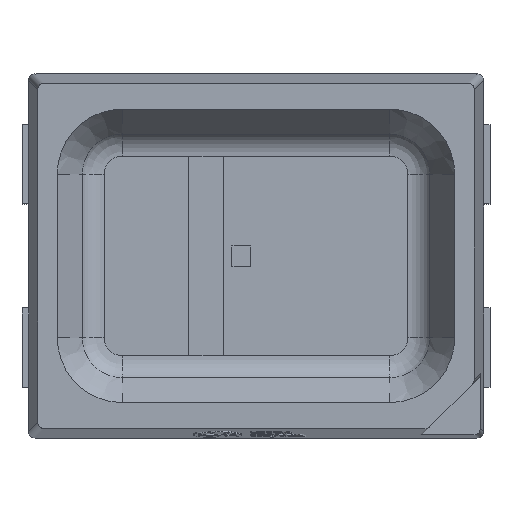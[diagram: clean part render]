
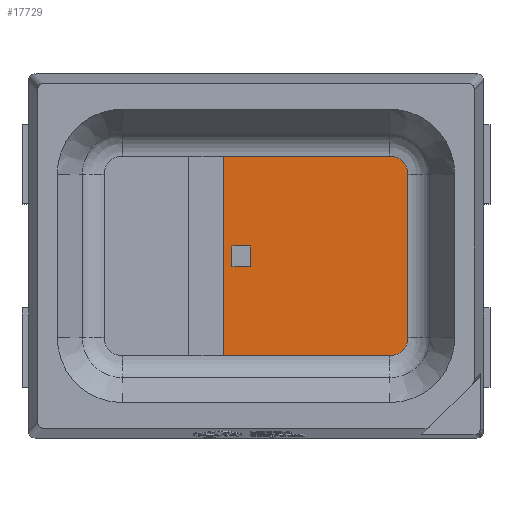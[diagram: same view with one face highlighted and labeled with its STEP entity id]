
A CAD part, top view. The second image highlights one B-rep face of the part: STEP entity #17729.
In plain terms, the highlighted planar face has unit normal (0, 0, 1).
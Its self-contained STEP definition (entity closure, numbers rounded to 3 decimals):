
#225 = DIRECTION ( 'NONE',  ( 1., 0., 0. ) ) ;
#505 = CARTESIAN_POINT ( 'NONE',  ( -0.043, -0.085, 0.26 ) ) ;
#769 = VECTOR ( 'NONE', #8857, 1000. ) ;
#794 = VECTOR ( 'NONE', #2592, 1000. ) ;
#894 = AXIS2_PLACEMENT_3D ( 'NONE', #2955, #5596, #12571 ) ;
#1043 = DIRECTION ( 'NONE',  ( 0., 0., 1. ) ) ;
#1411 = DIRECTION ( 'NONE',  ( 1., 0., 0. ) ) ;
#1759 = EDGE_CURVE ( 'NONE', #2760, #16481, #5736, .T. ) ;
#1921 = LINE ( 'NONE', #7543, #10653 ) ;
#2592 = DIRECTION ( 'NONE',  ( 0., -1., 0. ) ) ;
#2671 = CARTESIAN_POINT ( 'NONE',  ( -0.185, -0.085, 0.26 ) ) ;
#2760 = VERTEX_POINT ( 'NONE', #8505 ) ;
#2955 = CARTESIAN_POINT ( 'NONE',  ( 1.029, 0.629, 0.26 ) ) ;
#3010 = EDGE_CURVE ( 'NONE', #14810, #2760, #18052, .T. ) ;
#3196 = VERTEX_POINT ( 'NONE', #12147 ) ;
#3251 = CARTESIAN_POINT ( 'NONE',  ( -0.25, 0.768, 0.26 ) ) ;
#3299 = CIRCLE ( 'NONE', #5622, 0.139 ) ;
#3347 = LINE ( 'NONE', #10422, #769 ) ;
#3784 = ORIENTED_EDGE ( 'NONE', *, *, #4568, .T. ) ;
#3822 = EDGE_CURVE ( 'NONE', #5071, #5023, #1921, .T. ) ;
#4121 = VERTEX_POINT ( 'NONE', #11306 ) ;
#4568 = EDGE_CURVE ( 'NONE', #4121, #3196, #13394, .T. ) ;
#4795 = EDGE_LOOP ( 'NONE', ( #7328, #14892, #6644, #9182, #3784, #15163 ) ) ;
#5023 = VERTEX_POINT ( 'NONE', #12420 ) ;
#5071 = VERTEX_POINT ( 'NONE', #505 ) ;
#5102 = ORIENTED_EDGE ( 'NONE', *, *, #11093, .F. ) ;
#5337 = AXIS2_PLACEMENT_3D ( 'NONE', #8497, #7398, #225 ) ;
#5596 = DIRECTION ( 'NONE',  ( 0., 0., 1. ) ) ;
#5622 = AXIS2_PLACEMENT_3D ( 'NONE', #6878, #1043, #1411 ) ;
#5736 = LINE ( 'NONE', #11302, #16931 ) ;
#5946 = ORIENTED_EDGE ( 'NONE', *, *, #9885, .F. ) ;
#6193 = DIRECTION ( 'NONE',  ( 0., 1., 0. ) ) ;
#6222 = LINE ( 'NONE', #6313, #7685 ) ;
#6313 = CARTESIAN_POINT ( 'NONE',  ( -0.185, 0.077, 0.26 ) ) ;
#6644 = ORIENTED_EDGE ( 'NONE', *, *, #1759, .T. ) ;
#6695 = CARTESIAN_POINT ( 'NONE',  ( 1.168, -0.629, 0.26 ) ) ;
#6856 = CARTESIAN_POINT ( 'NONE',  ( 1.029, 0.768, 0.26 ) ) ;
#6878 = CARTESIAN_POINT ( 'NONE',  ( 1.029, -0.629, 0.26 ) ) ;
#7328 = ORIENTED_EDGE ( 'NONE', *, *, #14185, .T. ) ;
#7398 = DIRECTION ( 'NONE',  ( 0., 0., 1. ) ) ;
#7543 = CARTESIAN_POINT ( 'NONE',  ( -0.043, 0.077, 0.26 ) ) ;
#7685 = VECTOR ( 'NONE', #10598, 1000. ) ;
#8497 = CARTESIAN_POINT ( 'NONE',  ( 1.029, -0.629, 0.26 ) ) ;
#8505 = CARTESIAN_POINT ( 'NONE',  ( -0.25, -0.768, 0.26 ) ) ;
#8530 = EDGE_LOOP ( 'NONE', ( #5946, #18003, #9287, #5102 ) ) ;
#8736 = CIRCLE ( 'NONE', #894, 0.139 ) ;
#8857 = DIRECTION ( 'NONE',  ( 0., -1., 0. ) ) ;
#9182 = ORIENTED_EDGE ( 'NONE', *, *, #17659, .T. ) ;
#9255 = EDGE_CURVE ( 'NONE', #3196, #11020, #8736, .T. ) ;
#9287 = ORIENTED_EDGE ( 'NONE', *, *, #3822, .F. ) ;
#9300 = VECTOR ( 'NONE', #12475, 1000. ) ;
#9400 = CARTESIAN_POINT ( 'NONE',  ( -0.25, 0.768, 0.26 ) ) ;
#9507 = FACE_OUTER_BOUND ( 'NONE', #4795, .T. ) ;
#9885 = EDGE_CURVE ( 'NONE', #13911, #10945, #3347, .T. ) ;
#10110 = DIRECTION ( 'NONE',  ( 1., 0., 0. ) ) ;
#10422 = CARTESIAN_POINT ( 'NONE',  ( -0.185, 0.077, 0.26 ) ) ;
#10598 = DIRECTION ( 'NONE',  ( -1., 0., 0. ) ) ;
#10653 = VECTOR ( 'NONE', #6193, 1000. ) ;
#10945 = VERTEX_POINT ( 'NONE', #2671 ) ;
#11020 = VERTEX_POINT ( 'NONE', #17933 ) ;
#11093 = EDGE_CURVE ( 'NONE', #10945, #5071, #11521, .T. ) ;
#11302 = CARTESIAN_POINT ( 'NONE',  ( -0.25, -0.768, 0.26 ) ) ;
#11306 = CARTESIAN_POINT ( 'NONE',  ( 1.168, -0.629, 0.26 ) ) ;
#11501 = VECTOR ( 'NONE', #15326, 1000. ) ;
#11521 = LINE ( 'NONE', #17100, #15120 ) ;
#12000 = EDGE_CURVE ( 'NONE', #5023, #13911, #6222, .T. ) ;
#12147 = CARTESIAN_POINT ( 'NONE',  ( 1.168, 0.629, 0.26 ) ) ;
#12383 = LINE ( 'NONE', #6856, #9300 ) ;
#12420 = CARTESIAN_POINT ( 'NONE',  ( -0.043, 0.077, 0.26 ) ) ;
#12475 = DIRECTION ( 'NONE',  ( -1., 0., 0. ) ) ;
#12571 = DIRECTION ( 'NONE',  ( 1., 0., 0. ) ) ;
#12678 = PLANE ( 'NONE',  #5337 ) ;
#13394 = LINE ( 'NONE', #6695, #11501 ) ;
#13504 = CARTESIAN_POINT ( 'NONE',  ( -0.185, 0.077, 0.26 ) ) ;
#13892 = CARTESIAN_POINT ( 'NONE',  ( 1.029, -0.768, 0.26 ) ) ;
#13911 = VERTEX_POINT ( 'NONE', #13504 ) ;
#14185 = EDGE_CURVE ( 'NONE', #11020, #14810, #12383, .T. ) ;
#14222 = FACE_BOUND ( 'NONE', #8530, .T. ) ;
#14810 = VERTEX_POINT ( 'NONE', #3251 ) ;
#14892 = ORIENTED_EDGE ( 'NONE', *, *, #3010, .T. ) ;
#15120 = VECTOR ( 'NONE', #10110, 1000. ) ;
#15163 = ORIENTED_EDGE ( 'NONE', *, *, #9255, .T. ) ;
#15326 = DIRECTION ( 'NONE',  ( 0., 1., 0. ) ) ;
#16481 = VERTEX_POINT ( 'NONE', #13892 ) ;
#16931 = VECTOR ( 'NONE', #16989, 1000. ) ;
#16989 = DIRECTION ( 'NONE',  ( 1., 0., 0. ) ) ;
#17100 = CARTESIAN_POINT ( 'NONE',  ( -0.185, -0.085, 0.26 ) ) ;
#17659 = EDGE_CURVE ( 'NONE', #16481, #4121, #3299, .T. ) ;
#17729 = ADVANCED_FACE ( 'NONE', ( #9507, #14222 ), #12678, .T. ) ;
#17933 = CARTESIAN_POINT ( 'NONE',  ( 1.029, 0.768, 0.26 ) ) ;
#18003 = ORIENTED_EDGE ( 'NONE', *, *, #12000, .F. ) ;
#18052 = LINE ( 'NONE', #9400, #794 ) ;
